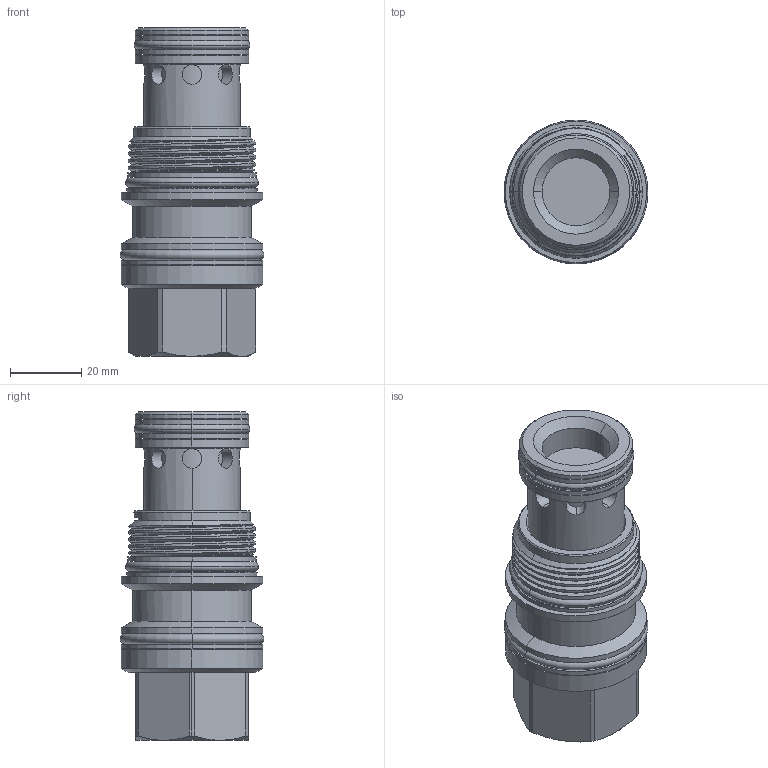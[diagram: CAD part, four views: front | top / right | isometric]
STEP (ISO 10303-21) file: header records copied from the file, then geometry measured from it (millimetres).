
FILE_DESCRIPTION (( 'STEP AP203' ), '1' );
FILE_NAME ('RV17A30-8.STEP', '2016-08-08T08:35:09', ( '' ), ( '' ), 'SwSTEP 2.0', 'SolidWorks 2012', '' );
FILE_SCHEMA (( 'CONFIG_CONTROL_DESIGN' ));
Length unit declared in the file: millimetre
Products named in the file (1): RV17A30-8
Bounding box: 40.39 x 40.39 x 92.19 mm (x, y, z)
Volume: 75048.3 mm3; surface area: 21522.1 mm2
Topology: 6 solids, 6 shells, 198 faces, 443 edges, 274 vertices
Faces by surface type: cylinder 103, plane 38, cone 34, torus 16, bspline 7
Entity records: 8848 total; most frequent: CARTESIAN_POINT 4495, DIRECTION 899, ORIENTED_EDGE 886, EDGE_CURVE 443, AXIS2_PLACEMENT_3D 377, VERTEX_POINT 274, EDGE_LOOP 225, ADVANCED_FACE 198
